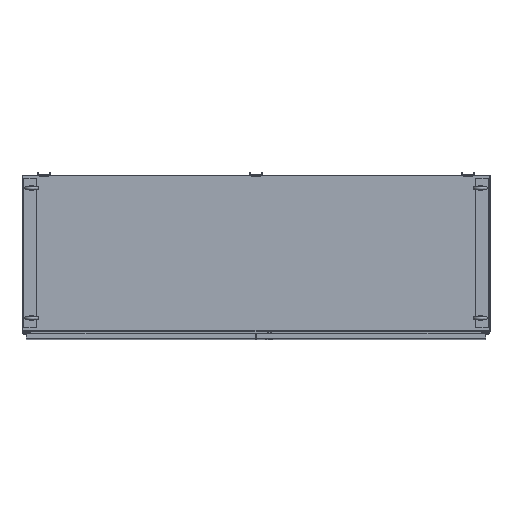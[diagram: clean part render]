
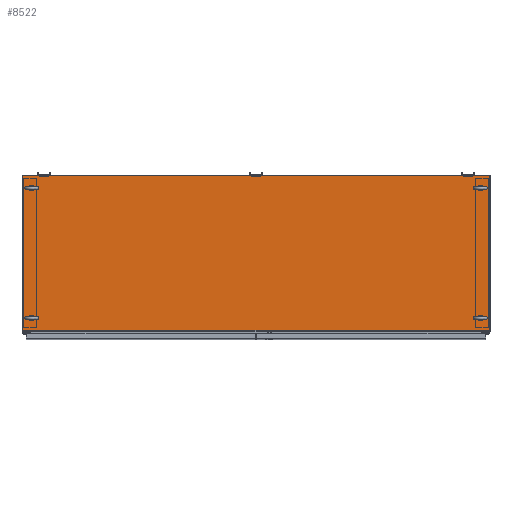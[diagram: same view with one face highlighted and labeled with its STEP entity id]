
A CAD part, top view. The second image highlights one B-rep face of the part: STEP entity #8522.
In plain terms, the highlighted planar face has unit normal (0, 0, 1).
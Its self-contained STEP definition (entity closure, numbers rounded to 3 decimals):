
#8522 = ADVANCED_FACE( '', ( #17615, #17616, #17617, #17618, #17619 ), #17620, .T. );
#17615 = FACE_BOUND( '', #36228, .T. );
#17616 = FACE_BOUND( '', #36229, .T. );
#17617 = FACE_BOUND( '', #36230, .T. );
#17618 = FACE_BOUND( '', #36231, .T. );
#17619 = FACE_OUTER_BOUND( '', #36232, .T. );
#17620 = PLANE( '', #36233 );
#36228 = EDGE_LOOP( '', ( #64536 ) );
#36229 = EDGE_LOOP( '', ( #64537 ) );
#36230 = EDGE_LOOP( '', ( #64538 ) );
#36231 = EDGE_LOOP( '', ( #64539 ) );
#36232 = EDGE_LOOP( '', ( #64540, #64541, #64542, #64543 ) );
#36233 = AXIS2_PLACEMENT_3D( '', #64544, #64545, #64546 );
#64536 = ORIENTED_EDGE( '', *, *, #81279, .T. );
#64537 = ORIENTED_EDGE( '', *, *, #81280, .T. );
#64538 = ORIENTED_EDGE( '', *, *, #79652, .T. );
#64539 = ORIENTED_EDGE( '', *, *, #79682, .T. );
#64540 = ORIENTED_EDGE( '', *, *, #81281, .T. );
#64541 = ORIENTED_EDGE( '', *, *, #81282, .T. );
#64542 = ORIENTED_EDGE( '', *, *, #80795, .T. );
#64543 = ORIENTED_EDGE( '', *, *, #81283, .T. );
#64544 = CARTESIAN_POINT( '', ( 0., 0., 0. ) );
#64545 = DIRECTION( '', ( 0., 0., 1. ) );
#64546 = DIRECTION( '', ( 1., 0., 0. ) );
#79652 = EDGE_CURVE( '', #93275, #93275, #93276, .T. );
#79682 = EDGE_CURVE( '', #93316, #93316, #93317, .T. );
#80795 = EDGE_CURVE( '', #94741, #94742, #94743, .T. );
#81279 = EDGE_CURVE( '', #95320, #95320, #95321, .T. );
#81280 = EDGE_CURVE( '', #95322, #95322, #95323, .T. );
#81281 = EDGE_CURVE( '', #95324, #95325, #95326, .T. );
#81282 = EDGE_CURVE( '', #95325, #94741, #95327, .T. );
#81283 = EDGE_CURVE( '', #94742, #95324, #95328, .T. );
#93275 = VERTEX_POINT( '', #125194 );
#93276 = CIRCLE( '', #125195, 7.938 );
#93316 = VERTEX_POINT( '', #125256 );
#93317 = CIRCLE( '', #125257, 7.938 );
#94741 = VERTEX_POINT( '', #129765 );
#94742 = VERTEX_POINT( '', #129766 );
#94743 = LINE( '', #129767, #129768 );
#95320 = VERTEX_POINT( '', #131540 );
#95321 = CIRCLE( '', #131541, 7.938 );
#95322 = VERTEX_POINT( '', #131542 );
#95323 = CIRCLE( '', #131543, 7.938 );
#95324 = VERTEX_POINT( '', #131544 );
#95325 = VERTEX_POINT( '', #131545 );
#95326 = LINE( '', #131546, #131547 );
#95327 = LINE( '', #131548, #131549 );
#95328 = LINE( '', #131550, #131551 );
#125194 = CARTESIAN_POINT( '', ( 885., 255.334, 0. ) );
#125195 = AXIS2_PLACEMENT_3D( '', #139859, #139860, #139861 );
#125256 = CARTESIAN_POINT( '', ( -869.125, 255.334, 0. ) );
#125257 = AXIS2_PLACEMENT_3D( '', #139877, #139878, #139879 );
#129765 = CARTESIAN_POINT( '', ( 911.733, -299.987, 0. ) );
#129766 = CARTESIAN_POINT( '', ( 911.733, 303.467, 0. ) );
#129767 = CARTESIAN_POINT( '', ( 911.733, -303.467, 0. ) );
#129768 = VECTOR( '', #140369, 1000. );
#131540 = CARTESIAN_POINT( '', ( -869.125, -252.667, 0. ) );
#131541 = AXIS2_PLACEMENT_3D( '', #140526, #140527, #140528 );
#131542 = CARTESIAN_POINT( '', ( 885., -252.667, 0. ) );
#131543 = AXIS2_PLACEMENT_3D( '', #140529, #140530, #140531 );
#131544 = CARTESIAN_POINT( '', ( -911.733, 303.467, 0. ) );
#131545 = CARTESIAN_POINT( '', ( -911.733, -299.987, 0. ) );
#131546 = CARTESIAN_POINT( '', ( -911.733, 303.467, 0. ) );
#131547 = VECTOR( '', #140532, 1000. );
#131548 = CARTESIAN_POINT( '', ( -911.733, -299.987, 0. ) );
#131549 = VECTOR( '', #140533, 1000. );
#131550 = CARTESIAN_POINT( '', ( 911.733, 303.467, 0. ) );
#131551 = VECTOR( '', #140534, 1000. );
#139859 = CARTESIAN_POINT( '', ( 877.062, 255.334, 0. ) );
#139860 = DIRECTION( '', ( 0., 0., -1. ) );
#139861 = DIRECTION( '', ( 1., 0., 0. ) );
#139877 = CARTESIAN_POINT( '', ( -877.062, 255.334, 0. ) );
#139878 = DIRECTION( '', ( 0., 0., -1. ) );
#139879 = DIRECTION( '', ( 1., 0., 0. ) );
#140369 = DIRECTION( '', ( 0., 1., 0. ) );
#140526 = CARTESIAN_POINT( '', ( -877.062, -252.667, 0. ) );
#140527 = DIRECTION( '', ( 0., 0., -1. ) );
#140528 = DIRECTION( '', ( 1., 0., 0. ) );
#140529 = CARTESIAN_POINT( '', ( 877.062, -252.667, 0. ) );
#140530 = DIRECTION( '', ( 0., 0., -1. ) );
#140531 = DIRECTION( '', ( 1., 0., 0. ) );
#140532 = DIRECTION( '', ( 0., -1., 0. ) );
#140533 = DIRECTION( '', ( 1., 0., 0. ) );
#140534 = DIRECTION( '', ( -1., 0., 0. ) );
